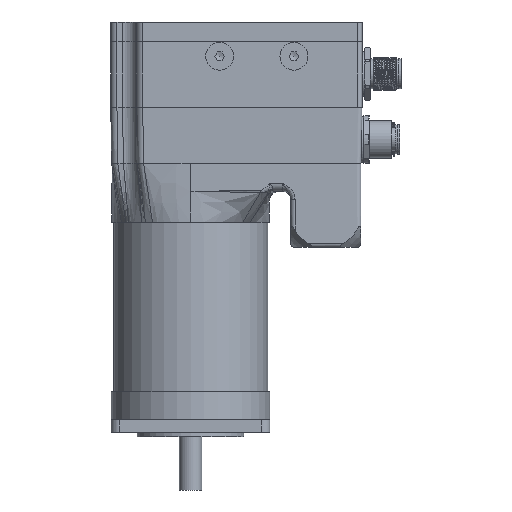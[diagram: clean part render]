
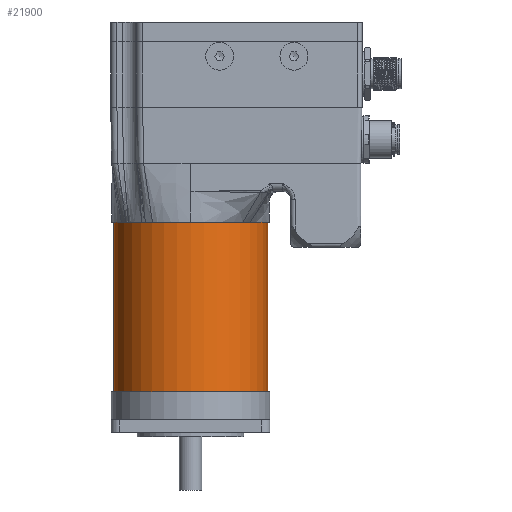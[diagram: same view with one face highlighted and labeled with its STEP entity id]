
A CAD part, left-side view. The second image highlights one B-rep face of the part: STEP entity #21900.
In plain terms, the highlighted cylindrical face has radius 27.5 mm (diameter 55 mm), a full revolution.
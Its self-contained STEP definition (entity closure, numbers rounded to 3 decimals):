
#2041=FACE_OUTER_BOUND('',#3249,.T.);
#3249=EDGE_LOOP('',(#16001,#16002,#16003,#16004));
#4754=LINE('',#35868,#6089);
#6089=VECTOR('',#27535,27.5);
#7095=CIRCLE('',#23313,27.5);
#7223=CIRCLE('',#23574,27.5);
#8621=VERTEX_POINT('',#35079);
#8838=VERTEX_POINT('',#35867);
#11144=EDGE_CURVE('',#8621,#8621,#7095,.T.);
#11474=EDGE_CURVE('',#8621,#8838,#4754,.T.);
#11475=EDGE_CURVE('',#8838,#8838,#7223,.T.);
#16001=ORIENTED_EDGE('',*,*,#11144,.T.);
#16002=ORIENTED_EDGE('',*,*,#11474,.T.);
#16003=ORIENTED_EDGE('',*,*,#11475,.F.);
#16004=ORIENTED_EDGE('',*,*,#11474,.F.);
#20042=CYLINDRICAL_SURFACE('',#23573,27.5);
#21900=ADVANCED_FACE('',(#2041),#20042,.T.);
#23313=AXIS2_PLACEMENT_3D('',#35080,#26871,#26872);
#23573=AXIS2_PLACEMENT_3D('',#35866,#27533,#27534);
#23574=AXIS2_PLACEMENT_3D('',#35869,#27536,#27537);
#26871=DIRECTION('center_axis',(0.,0.,1.));
#26872=DIRECTION('ref_axis',(-1.,0.,0.));
#27533=DIRECTION('center_axis',(0.,0.,-1.));
#27534=DIRECTION('ref_axis',(-1.,0.,0.));
#27535=DIRECTION('',(0.,0.,1.));
#27536=DIRECTION('center_axis',(0.,0.,1.));
#27537=DIRECTION('ref_axis',(-1.,0.,0.));
#35079=CARTESIAN_POINT('',(20.324,-9.533,-128.366));
#35080=CARTESIAN_POINT('Origin',(-7.176,-9.533,-128.366));
#35866=CARTESIAN_POINT('Origin',(-7.176,-9.533,-67.866));
#35867=CARTESIAN_POINT('',(20.324,-9.533,-67.866));
#35868=CARTESIAN_POINT('',(20.324,-9.533,-67.866));
#35869=CARTESIAN_POINT('Origin',(-7.176,-9.533,-67.866));
